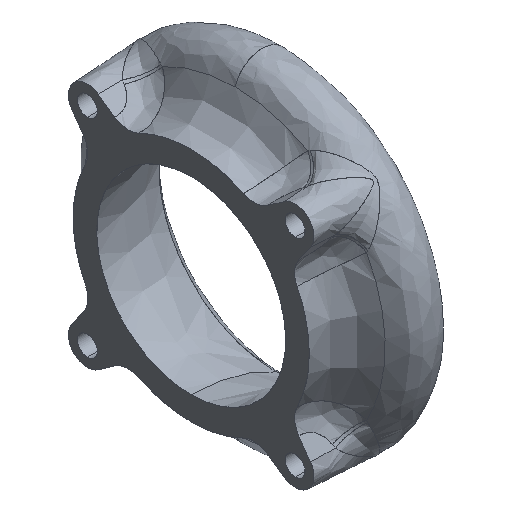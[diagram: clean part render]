
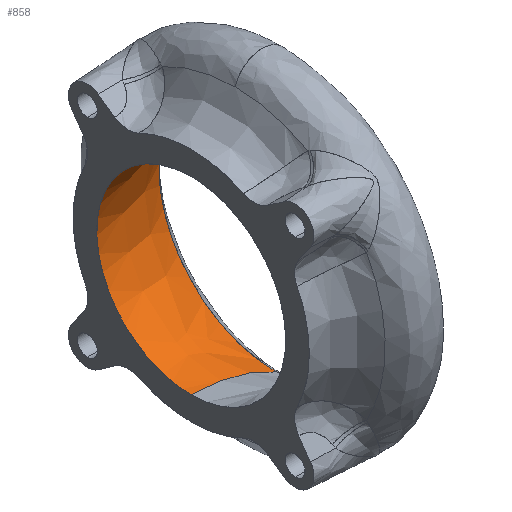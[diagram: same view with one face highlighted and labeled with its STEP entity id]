
A CAD part, isometric view. The second image highlights one B-rep face of the part: STEP entity #858.
In plain terms, the highlighted free-form (B-spline) face has degree [3, 3] with [4, 4] control points.
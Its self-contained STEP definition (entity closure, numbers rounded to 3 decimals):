
#858 = ADVANCED_FACE('',(#859),#895,.T.);
#859 = FACE_BOUND('',#860,.T.);
#860 = EDGE_LOOP('',(#861,#872,#880,#889));
#861 = ORIENTED_EDGE('',*,*,#862,.T.);
#862 = EDGE_CURVE('',#863,#865,#867,.T.);
#863 = VERTEX_POINT('',#864);
#864 = CARTESIAN_POINT('',(17.671,0.,
    -24.361));
#865 = VERTEX_POINT('',#866);
#866 = CARTESIAN_POINT('',(17.671,0.,
    24.361));
#867 = ( BOUNDED_CURVE() B_SPLINE_CURVE(3,(#868,#869,#870,#871),
.UNSPECIFIED.,.F.,.F.) B_SPLINE_CURVE_WITH_KNOTS((4,4),(0.,1.),
.PIECEWISE_BEZIER_KNOTS.) CURVE() GEOMETRIC_REPRESENTATION_ITEM() 
RATIONAL_B_SPLINE_CURVE((0.984,0.328,0.328,
0.984)) REPRESENTATION_ITEM('') );
#868 = CARTESIAN_POINT('',(17.671,0.,-24.361));
#869 = CARTESIAN_POINT('',(17.671,48.721,
    -24.361));
#870 = CARTESIAN_POINT('',(17.671,48.721,
    24.361));
#871 = CARTESIAN_POINT('',(17.671,0.,24.361));
#872 = ORIENTED_EDGE('',*,*,#873,.T.);
#873 = EDGE_CURVE('',#865,#874,#876,.T.);
#874 = VERTEX_POINT('',#875);
#875 = CARTESIAN_POINT('',(0.,0.,
    19.648));
#876 = ( BOUNDED_CURVE() B_SPLINE_CURVE(2,(#877,#878,#879),
.UNSPECIFIED.,.F.,.F.) B_SPLINE_CURVE_WITH_KNOTS((3,3),(0.,0.521
),.PIECEWISE_BEZIER_KNOTS.) CURVE() GEOMETRIC_REPRESENTATION_ITEM() 
RATIONAL_B_SPLINE_CURVE((1.,0.966,1.)) REPRESENTATION_ITEM('') 
  );
#877 = CARTESIAN_POINT('',(17.671,0.,
    24.361));
#878 = CARTESIAN_POINT('',(9.464,0.,
    19.648));
#879 = CARTESIAN_POINT('',(0.,0.,
    19.648));
#880 = ORIENTED_EDGE('',*,*,#881,.T.);
#881 = EDGE_CURVE('',#874,#882,#884,.T.);
#882 = VERTEX_POINT('',#883);
#883 = CARTESIAN_POINT('',(0.,0.,
    -19.648));
#884 = ( BOUNDED_CURVE() B_SPLINE_CURVE(3,(#885,#886,#887,#888),
.UNSPECIFIED.,.F.,.F.) B_SPLINE_CURVE_WITH_KNOTS((4,4),(0.,1.),
.PIECEWISE_BEZIER_KNOTS.) CURVE() GEOMETRIC_REPRESENTATION_ITEM() 
RATIONAL_B_SPLINE_CURVE((0.984,0.328,0.328,
0.984)) REPRESENTATION_ITEM('') );
#885 = CARTESIAN_POINT('',(0.,0.,19.648));
#886 = CARTESIAN_POINT('',(0.,39.297,
    19.648));
#887 = CARTESIAN_POINT('',(0.,39.297,
    -19.648));
#888 = CARTESIAN_POINT('',(0.,0.,-19.648));
#889 = ORIENTED_EDGE('',*,*,#890,.T.);
#890 = EDGE_CURVE('',#882,#863,#891,.T.);
#891 = ( BOUNDED_CURVE() B_SPLINE_CURVE(2,(#892,#893,#894),
.UNSPECIFIED.,.F.,.F.) B_SPLINE_CURVE_WITH_KNOTS((3,3),(0.,0.521
),.PIECEWISE_BEZIER_KNOTS.) CURVE() GEOMETRIC_REPRESENTATION_ITEM() 
RATIONAL_B_SPLINE_CURVE((1.,0.966,1.)) REPRESENTATION_ITEM('') 
  );
#892 = CARTESIAN_POINT('',(0.,0.,
    -19.648));
#893 = CARTESIAN_POINT('',(9.464,0.,
    -19.648));
#894 = CARTESIAN_POINT('',(17.671,0.,
    -24.361));
#895 = ( BOUNDED_SURFACE() B_SPLINE_SURFACE(3,3,(
    (#896,#897,#898,#899)
    ,(#900,#901,#902,#903)
    ,(#904,#905,#906,#907)
    ,(#908,#909,#910,#911
)),.UNSPECIFIED.,.F.,.F.,.F.) B_SPLINE_SURFACE_WITH_KNOTS((4,4),(4,4),(
    0.,1.),(0.,1.),.PIECEWISE_BEZIER_KNOTS.) 
GEOMETRIC_REPRESENTATION_ITEM() RATIONAL_B_SPLINE_SURFACE((
    (1.,0.333,0.333,1.)
    ,(0.957,0.319,0.319,0.957)
    ,(0.957,0.319,0.319,0.957)
,(1.,0.333,0.333,1.
))) REPRESENTATION_ITEM('') SURFACE() );
#896 = CARTESIAN_POINT('',(-3.543,0.,-19.826));
#897 = CARTESIAN_POINT('',(-3.543,39.651,
    -19.826));
#898 = CARTESIAN_POINT('',(-3.543,39.651,
    19.826));
#899 = CARTESIAN_POINT('',(-3.543,0.,19.826));
#900 = CARTESIAN_POINT('',(5.135,0.,-18.955));
#901 = CARTESIAN_POINT('',(5.135,37.91,
    -18.955));
#902 = CARTESIAN_POINT('',(5.135,37.91,
    18.955));
#903 = CARTESIAN_POINT('',(5.135,0.,18.955));
#904 = CARTESIAN_POINT('',(13.563,0.,-21.202));
#905 = CARTESIAN_POINT('',(13.563,42.404,
    -21.202));
#906 = CARTESIAN_POINT('',(13.563,42.404,
    21.202));
#907 = CARTESIAN_POINT('',(13.563,0.,21.202));
#908 = CARTESIAN_POINT('',(20.656,0.,-26.279));
#909 = CARTESIAN_POINT('',(20.656,52.557,
    -26.279));
#910 = CARTESIAN_POINT('',(20.656,52.557,
    26.279));
#911 = CARTESIAN_POINT('',(20.656,0.,26.279));
